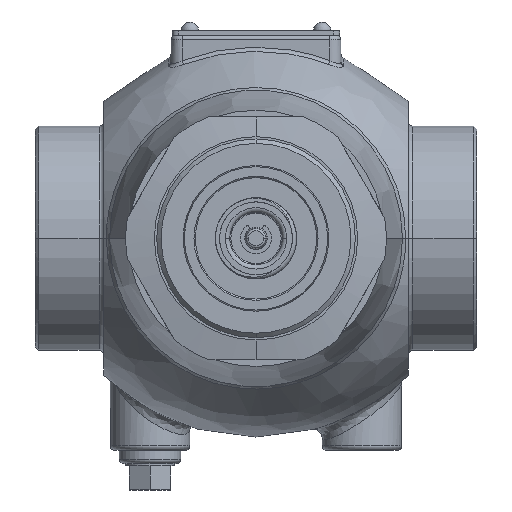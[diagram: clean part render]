
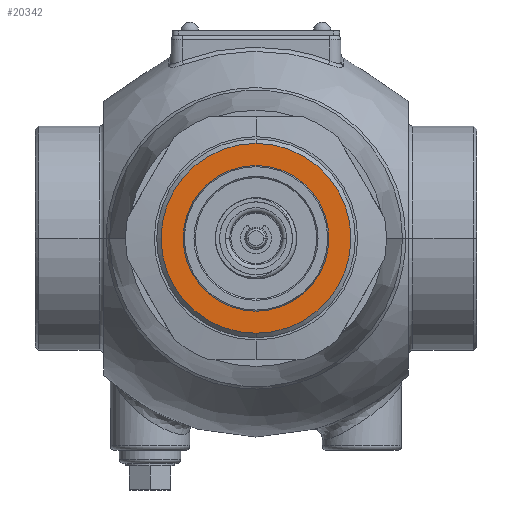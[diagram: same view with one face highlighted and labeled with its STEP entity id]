
A CAD part, front view. The second image highlights one B-rep face of the part: STEP entity #20342.
In plain terms, the highlighted planar face has unit normal (0, -1, 0).
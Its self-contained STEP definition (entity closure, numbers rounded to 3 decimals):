
#6313=CARTESIAN_POINT('',(0.,-80.5,0.));
#6314=DIRECTION('',(0.,-1.,0.));
#6315=DIRECTION('',(0.,0.,-1.));
#6316=AXIS2_PLACEMENT_3D('',#6313,#6314,#6315);
#6323=CARTESIAN_POINT('',(0.,-80.5,0.));
#6324=DIRECTION('',(0.,-1.,0.));
#6325=DIRECTION('',(0.,0.,1.));
#6326=AXIS2_PLACEMENT_3D('',#6323,#6324,#6325);
#6328=CARTESIAN_POINT('',(0.,-80.5,0.));
#6329=DIRECTION('',(0.,1.,0.));
#6330=DIRECTION('',(0.,0.,1.));
#6331=AXIS2_PLACEMENT_3D('',#6328,#6329,#6330);
#6333=CARTESIAN_POINT('',(0.,-80.5,0.));
#6334=DIRECTION('',(0.,-1.,0.));
#6335=DIRECTION('',(0.,0.,1.));
#6336=AXIS2_PLACEMENT_3D('',#6333,#6334,#6335);
#12441=CARTESIAN_POINT('',(0.,-80.5,16.5));
#12442=CARTESIAN_POINT('',(0.,-80.5,-16.5));
#12443=VERTEX_POINT('',#12441);
#12444=VERTEX_POINT('',#12442);
#12445=CARTESIAN_POINT('',(0.,-80.5,-21.5));
#12446=CARTESIAN_POINT('',(0.,-80.5,21.5));
#12447=VERTEX_POINT('',#12445);
#12448=VERTEX_POINT('',#12446);
#20326=CARTESIAN_POINT('',(0.,-80.5,0.));
#20327=DIRECTION('',(0.,-1.,0.));
#20328=DIRECTION('',(0.,0.,1.));
#20329=AXIS2_PLACEMENT_3D('',#20326,#20327,#20328);
#20330=PLANE('',#20329);
#20332=ORIENTED_EDGE('',*,*,#20331,.F.);
#20333=ORIENTED_EDGE('',*,*,#20316,.F.);
#20334=EDGE_LOOP('',(#20332,#20333));
#20335=FACE_OUTER_BOUND('',#20334,.F.);
#20337=ORIENTED_EDGE('',*,*,#20336,.T.);
#20339=ORIENTED_EDGE('',*,*,#20338,.F.);
#20340=EDGE_LOOP('',(#20337,#20339));
#20341=FACE_BOUND('',#20340,.F.);
#6317=CIRCLE('',#6316,21.5);
#6327=CIRCLE('',#6326,16.5);
#6332=CIRCLE('',#6331,16.5);
#6337=CIRCLE('',#6336,21.5);
#20316=EDGE_CURVE('',#12447,#12448,#6317,.T.);
#20331=EDGE_CURVE('',#12448,#12447,#6337,.T.);
#20336=EDGE_CURVE('',#12443,#12444,#6327,.T.);
#20338=EDGE_CURVE('',#12443,#12444,#6332,.T.);
#20342=ADVANCED_FACE('',(#20335,#20341),#20330,.T.);
